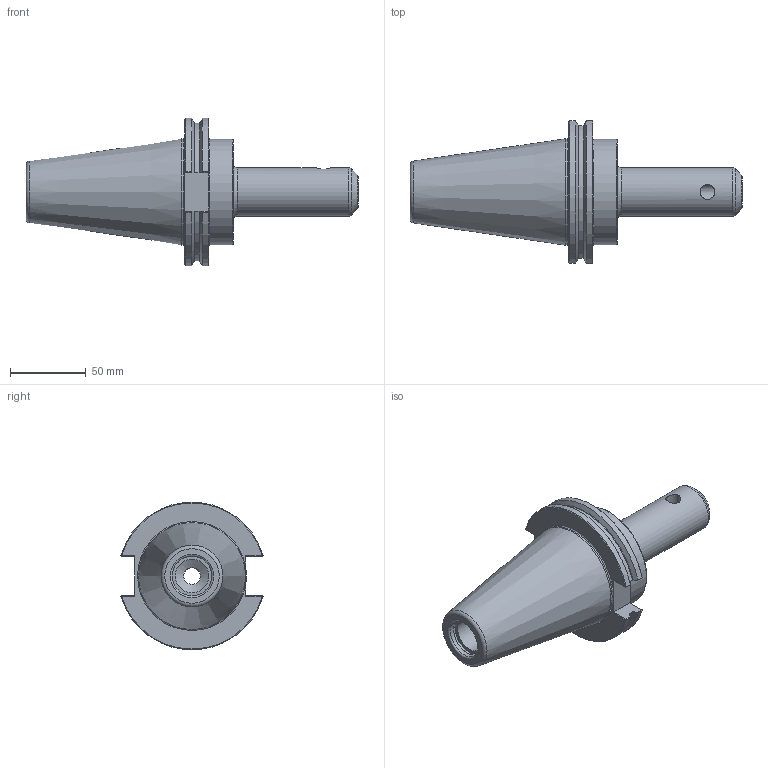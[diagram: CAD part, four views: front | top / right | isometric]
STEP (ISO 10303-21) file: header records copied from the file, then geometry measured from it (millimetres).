
FILE_DESCRIPTION(/* description */ (''),/* implementation_level */ '2;1');
FILE_NAME(/* name */ 'CAT50-EM050-0462.stp',/* time_stamp */ '2019-07-16T16:19:36-05:00',/* author */ ('ldfli'),/* organization */ (''),/* preprocessor_version */ 'ST-DEVELOPER v18',/* originating_system */ 'Autodesk Inventor LT',/* authorisation */ '');
FILE_SCHEMA (('AUTOMOTIVE_DESIGN { 1 0 10303 214 3 1 1 }'));
Length unit declared in the file: millimetre
Products named in the file (1): CAT50-EM050-0462
Bounding box: 218.97 x 93.8 x 97.14 mm (x, y, z)
Volume: 417297.5 mm3; surface area: 60253.6 mm2
Topology: 1 solids, 1 shells, 71 faces, 218 edges, 152 vertices
Faces by surface type: plane 30, cylinder 15, torus 14, cone 12
Full cylindrical faces by diameter (mm): 9.728 x1, 10 x1, 11.112 x1, 21.971 x1, 26.2 x1, 26.7 x1, 31.72 x1, 69.849 x1, 70.199 x1
Entity records: 2643 total; most frequent: CARTESIAN_POINT 649, ORIENTED_EDGE 436, DIRECTION 414, EDGE_CURVE 218, AXIS2_PLACEMENT_3D 169, VERTEX_POINT 152, CIRCLE 97, EDGE_LOOP 78
